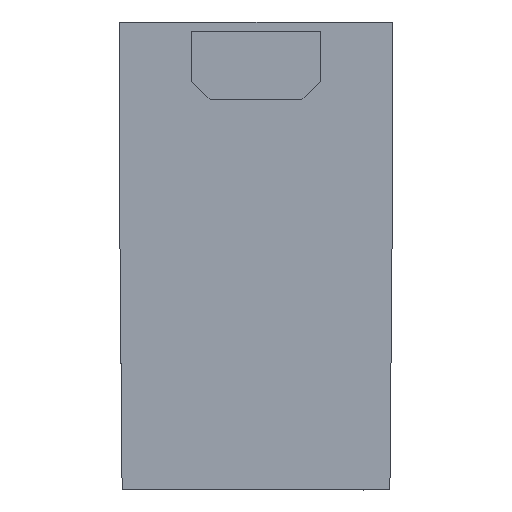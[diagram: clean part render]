
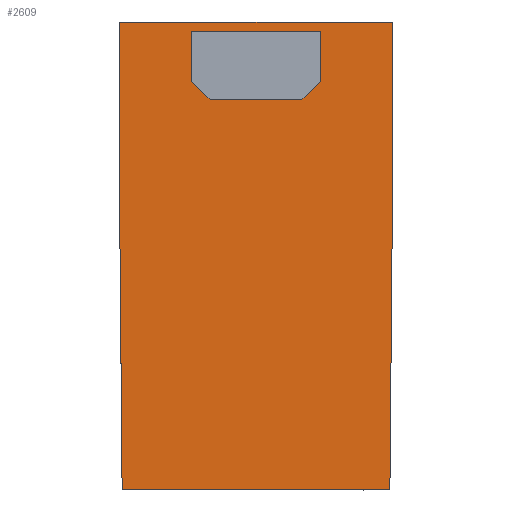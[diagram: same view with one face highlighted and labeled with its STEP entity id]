
A CAD part, left-side view. The second image highlights one B-rep face of the part: STEP entity #2609.
In plain terms, the highlighted planar face has unit normal (-1, 0, 0).
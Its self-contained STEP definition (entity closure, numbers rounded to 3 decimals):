
#2609=ADVANCED_FACE('',(#3166,#3167),#2949,.F.);
#2949=PLANE('',#10815);
#3166=FACE_BOUND('',#3288,.T.);
#3167=FACE_BOUND('',#3289,.T.);
#3288=EDGE_LOOP('',(#4219,#4220,#4221,#4222,#4223,#4224));
#3289=EDGE_LOOP('',(#4225,#4226,#4227,#4228,#4229,#4230));
#4219=ORIENTED_EDGE('',*,*,#6702,.F.);
#4220=ORIENTED_EDGE('',*,*,#6819,.F.);
#4221=ORIENTED_EDGE('',*,*,#6709,.T.);
#4222=ORIENTED_EDGE('',*,*,#6318,.T.);
#4223=ORIENTED_EDGE('',*,*,#6725,.T.);
#4224=ORIENTED_EDGE('',*,*,#6820,.T.);
#4225=ORIENTED_EDGE('',*,*,#6473,.F.);
#4226=ORIENTED_EDGE('',*,*,#6821,.F.);
#4227=ORIENTED_EDGE('',*,*,#6822,.T.);
#4228=ORIENTED_EDGE('',*,*,#6823,.F.);
#4229=ORIENTED_EDGE('',*,*,#6824,.T.);
#4230=ORIENTED_EDGE('',*,*,#6825,.F.);
#5642=VERTEX_POINT('',#13346);
#5643=VERTEX_POINT('',#13348);
#5797=VERTEX_POINT('',#13871);
#5798=VERTEX_POINT('',#13873);
#5975=VERTEX_POINT('',#14539);
#5976=VERTEX_POINT('',#14541);
#5978=VERTEX_POINT('',#14551);
#5987=VERTEX_POINT('',#14576);
#6069=VERTEX_POINT('',#14904);
#6070=VERTEX_POINT('',#14906);
#6071=VERTEX_POINT('',#14908);
#6072=VERTEX_POINT('',#14910);
#6318=EDGE_CURVE('',#5643,#5642,#8413,.T.);
#6473=EDGE_CURVE('',#5797,#5798,#8513,.T.);
#6702=EDGE_CURVE('',#5975,#5976,#8634,.T.);
#6709=EDGE_CURVE('',#5978,#5643,#8641,.T.);
#6725=EDGE_CURVE('',#5642,#5987,#8656,.T.);
#6819=EDGE_CURVE('',#5978,#5975,#8688,.T.);
#6820=EDGE_CURVE('',#5987,#5976,#8689,.T.);
#6821=EDGE_CURVE('',#6069,#5797,#8690,.T.);
#6822=EDGE_CURVE('',#6069,#6070,#8691,.T.);
#6823=EDGE_CURVE('',#6071,#6070,#8692,.T.);
#6824=EDGE_CURVE('',#6071,#6072,#8693,.T.);
#6825=EDGE_CURVE('',#5798,#6072,#8694,.T.);
#8413=LINE('',#13347,#9165);
#8513=LINE('',#13872,#9265);
#8634=LINE('',#14540,#9386);
#8641=LINE('',#14550,#9393);
#8656=LINE('',#14577,#9408);
#8688=LINE('',#14901,#9440);
#8689=LINE('',#14902,#9441);
#8690=LINE('',#14903,#9442);
#8691=LINE('',#14905,#9443);
#8692=LINE('',#14907,#9444);
#8693=LINE('',#14909,#9445);
#8694=LINE('',#14911,#9446);
#9165=VECTOR('',#11170,1.);
#9265=VECTOR('',#11292,1.);
#9386=VECTOR('',#11647,1.);
#9393=VECTOR('',#11656,1.);
#9408=VECTOR('',#11675,1.);
#9440=VECTOR('',#11753,1.);
#9441=VECTOR('',#11754,1.);
#9442=VECTOR('',#11755,1.);
#9443=VECTOR('',#11756,1.);
#9444=VECTOR('',#11757,1.);
#9445=VECTOR('',#11758,1.);
#9446=VECTOR('',#11759,1.);
#10815=AXIS2_PLACEMENT_3D('',#14912,#11760,#11761);
#11170=DIRECTION('',(0.,-0.009,-1.));
#11292=DIRECTION('',(0.,1.,0.));
#11647=DIRECTION('',(0.,0.,-1.));
#11656=DIRECTION('',(0.,0.,-1.));
#11675=DIRECTION('',(0.,-1.,0.));
#11753=DIRECTION('',(0.,-1.,0.));
#11754=DIRECTION('',(0.,-0.009,1.));
#11755=DIRECTION('',(0.,0.,1.));
#11756=DIRECTION('',(0.,0.707,-0.707));
#11757=DIRECTION('',(0.,-1.,0.));
#11758=DIRECTION('',(0.,0.707,0.707));
#11759=DIRECTION('',(0.,0.,-1.));
#11760=DIRECTION('',(1.,0.,0.));
#11761=DIRECTION('',(0.,1.,0.));
#13346=CARTESIAN_POINT('',(-15.15,7.21,0.));
#13347=CARTESIAN_POINT('',(-15.15,7.325,13.2));
#13348=CARTESIAN_POINT('',(-15.15,7.325,13.2));
#13871=CARTESIAN_POINT('',(-15.15,-3.475,24.7));
#13872=CARTESIAN_POINT('',(-15.15,-7.325,24.7));
#13873=CARTESIAN_POINT('',(-15.15,3.475,24.7));
#14539=CARTESIAN_POINT('',(-15.15,-7.325,25.2));
#14540=CARTESIAN_POINT('',(-15.15,-7.325,24.7));
#14541=CARTESIAN_POINT('',(-15.15,-7.325,13.2));
#14550=CARTESIAN_POINT('',(-15.15,7.325,24.7));
#14551=CARTESIAN_POINT('',(-15.15,7.325,25.2));
#14576=CARTESIAN_POINT('',(-15.15,-7.21,0.));
#14577=CARTESIAN_POINT('',(-15.15,7.325,0.));
#14901=CARTESIAN_POINT('',(-15.15,-2.777,25.2));
#14902=CARTESIAN_POINT('',(-15.15,-7.325,13.2));
#14903=CARTESIAN_POINT('',(-15.15,-3.475,21.));
#14904=CARTESIAN_POINT('',(-15.15,-3.475,22.));
#14905=CARTESIAN_POINT('',(-15.15,0.575,17.95));
#14906=CARTESIAN_POINT('',(-15.15,-2.475,21.));
#14907=CARTESIAN_POINT('',(-15.15,3.475,21.));
#14908=CARTESIAN_POINT('',(-15.15,2.475,21.));
#14909=CARTESIAN_POINT('',(-15.15,6.75,25.275));
#14910=CARTESIAN_POINT('',(-15.15,3.475,22.));
#14911=CARTESIAN_POINT('',(-15.15,3.475,24.7));
#14912=CARTESIAN_POINT('',(-15.15,7.325,24.7));
